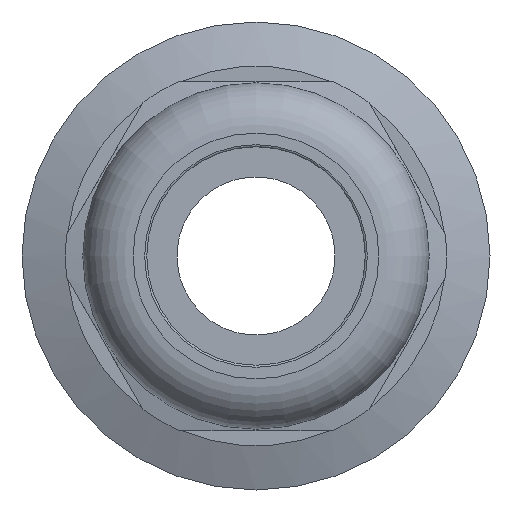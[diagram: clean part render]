
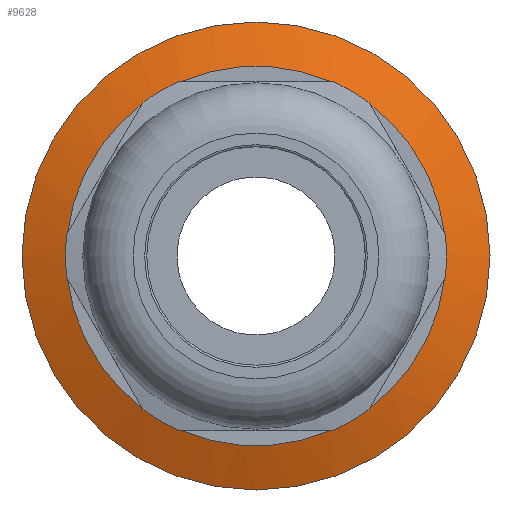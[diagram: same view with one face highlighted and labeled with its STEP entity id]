
A CAD part, left-side view. The second image highlights one B-rep face of the part: STEP entity #9628.
In plain terms, the highlighted conical face has half-angle 68.985 degrees and reference radius 20.637 mm.
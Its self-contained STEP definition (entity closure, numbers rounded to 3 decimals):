
#119=CONICAL_SURFACE('',#10491,20.638,68.985);
#2170=FACE_BOUND('',#3005,.T.);
#2423=FACE_OUTER_BOUND('',#3004,.T.);
#3004=EDGE_LOOP('',(#7460,#7461,#7462,#7463,#7464,#7465,#7466,#7467,#7468,
#7469,#7470,#7471));
#3005=EDGE_LOOP('',(#7472));
#3640=CIRCLE('',#10435,18.49);
#3641=CIRCLE('',#10438,18.49);
#3642=CIRCLE('',#10441,18.49);
#3643=CIRCLE('',#10444,18.49);
#3644=CIRCLE('',#10447,18.49);
#3645=CIRCLE('',#10450,18.49);
#3646=CIRCLE('',#10452,18.49);
#3649=CIRCLE('',#10456,18.49);
#3651=CIRCLE('',#10459,18.49);
#3653=CIRCLE('',#10462,18.49);
#3654=CIRCLE('',#10464,18.49);
#3658=CIRCLE('',#10470,18.49);
#3667=CIRCLE('',#10492,22.785);
#4334=VERTEX_POINT('',#16888);
#4335=VERTEX_POINT('',#16890);
#4338=VERTEX_POINT('',#16901);
#4339=VERTEX_POINT('',#16903);
#4342=VERTEX_POINT('',#16914);
#4343=VERTEX_POINT('',#16916);
#4346=VERTEX_POINT('',#16927);
#4347=VERTEX_POINT('',#16929);
#4350=VERTEX_POINT('',#16940);
#4351=VERTEX_POINT('',#16942);
#4354=VERTEX_POINT('',#16953);
#4355=VERTEX_POINT('',#16955);
#4365=VERTEX_POINT('',#17010);
#5467=EDGE_CURVE('',#4335,#4334,#3640,.T.);
#5472=EDGE_CURVE('',#4339,#4338,#3641,.T.);
#5477=EDGE_CURVE('',#4343,#4342,#3642,.T.);
#5482=EDGE_CURVE('',#4347,#4346,#3643,.T.);
#5487=EDGE_CURVE('',#4351,#4350,#3644,.T.);
#5492=EDGE_CURVE('',#4355,#4354,#3645,.T.);
#5493=EDGE_CURVE('',#4346,#4343,#3646,.T.);
#5496=EDGE_CURVE('',#4334,#4351,#3649,.T.);
#5498=EDGE_CURVE('',#4338,#4347,#3651,.T.);
#5500=EDGE_CURVE('',#4342,#4355,#3653,.T.);
#5501=EDGE_CURVE('',#4350,#4339,#3654,.T.);
#5505=EDGE_CURVE('',#4354,#4335,#3658,.T.);
#5514=EDGE_CURVE('',#4365,#4365,#3667,.T.);
#7460=ORIENTED_EDGE('',*,*,#5501,.T.);
#7461=ORIENTED_EDGE('',*,*,#5472,.T.);
#7462=ORIENTED_EDGE('',*,*,#5498,.T.);
#7463=ORIENTED_EDGE('',*,*,#5482,.T.);
#7464=ORIENTED_EDGE('',*,*,#5493,.T.);
#7465=ORIENTED_EDGE('',*,*,#5477,.T.);
#7466=ORIENTED_EDGE('',*,*,#5500,.T.);
#7467=ORIENTED_EDGE('',*,*,#5492,.T.);
#7468=ORIENTED_EDGE('',*,*,#5505,.T.);
#7469=ORIENTED_EDGE('',*,*,#5467,.T.);
#7470=ORIENTED_EDGE('',*,*,#5496,.T.);
#7471=ORIENTED_EDGE('',*,*,#5487,.T.);
#7472=ORIENTED_EDGE('',*,*,#5514,.F.);
#9628=ADVANCED_FACE('',(#2423,#2170),#119,.T.);
#10435=AXIS2_PLACEMENT_3D('',#16894,#12165,#12166);
#10438=AXIS2_PLACEMENT_3D('',#16907,#12174,#12175);
#10441=AXIS2_PLACEMENT_3D('',#16920,#12183,#12184);
#10444=AXIS2_PLACEMENT_3D('',#16933,#12192,#12193);
#10447=AXIS2_PLACEMENT_3D('',#16946,#12201,#12202);
#10450=AXIS2_PLACEMENT_3D('',#16959,#12210,#12211);
#10452=AXIS2_PLACEMENT_3D('',#16961,#12214,#12215);
#10456=AXIS2_PLACEMENT_3D('',#16965,#12222,#12223);
#10459=AXIS2_PLACEMENT_3D('',#16968,#12228,#12229);
#10462=AXIS2_PLACEMENT_3D('',#16971,#12234,#12235);
#10464=AXIS2_PLACEMENT_3D('',#16973,#12238,#12239);
#10470=AXIS2_PLACEMENT_3D('',#16980,#12250,#12251);
#10491=AXIS2_PLACEMENT_3D('',#17009,#12292,#12293);
#10492=AXIS2_PLACEMENT_3D('',#17011,#12294,#12295);
#12165=DIRECTION('center_axis',(1.,0.,0.));
#12166=DIRECTION('ref_axis',(0.,0.,-1.));
#12174=DIRECTION('center_axis',(1.,0.,0.));
#12175=DIRECTION('ref_axis',(0.,0.,-1.));
#12183=DIRECTION('center_axis',(1.,0.,0.));
#12184=DIRECTION('ref_axis',(0.,0.,-1.));
#12192=DIRECTION('center_axis',(1.,0.,0.));
#12193=DIRECTION('ref_axis',(0.,0.,-1.));
#12201=DIRECTION('center_axis',(1.,0.,0.));
#12202=DIRECTION('ref_axis',(0.,0.,-1.));
#12210=DIRECTION('center_axis',(1.,0.,0.));
#12211=DIRECTION('ref_axis',(0.,0.,-1.));
#12214=DIRECTION('center_axis',(1.,0.,0.));
#12215=DIRECTION('ref_axis',(0.,0.,-1.));
#12222=DIRECTION('center_axis',(1.,0.,0.));
#12223=DIRECTION('ref_axis',(0.,0.,-1.));
#12228=DIRECTION('center_axis',(1.,0.,0.));
#12229=DIRECTION('ref_axis',(0.,0.,-1.));
#12234=DIRECTION('center_axis',(1.,0.,0.));
#12235=DIRECTION('ref_axis',(0.,0.,-1.));
#12238=DIRECTION('center_axis',(1.,0.,0.));
#12239=DIRECTION('ref_axis',(0.,0.,-1.));
#12250=DIRECTION('center_axis',(1.,0.,0.));
#12251=DIRECTION('ref_axis',(0.,0.,-1.));
#12292=DIRECTION('center_axis',(1.,0.,0.));
#12293=DIRECTION('ref_axis',(0.,1.,0.));
#12294=DIRECTION('center_axis',(1.,0.,0.));
#12295=DIRECTION('ref_axis',(0.,0.,-1.));
#16888=CARTESIAN_POINT('',(-7.,7.272,-17.));
#16890=CARTESIAN_POINT('',(-7.,-7.272,-17.));
#16894=CARTESIAN_POINT('Origin',(-7.,0.,0.));
#16901=CARTESIAN_POINT('',(-7.,11.086,14.798));
#16903=CARTESIAN_POINT('',(-7.,18.358,2.202));
#16907=CARTESIAN_POINT('Origin',(-7.,0.,0.));
#16914=CARTESIAN_POINT('',(-7.,-18.358,2.202));
#16916=CARTESIAN_POINT('',(-7.,-11.086,14.798));
#16920=CARTESIAN_POINT('Origin',(-7.,0.,0.));
#16927=CARTESIAN_POINT('',(-7.,-7.272,17.));
#16929=CARTESIAN_POINT('',(-7.,7.272,17.));
#16933=CARTESIAN_POINT('Origin',(-7.,0.,0.));
#16940=CARTESIAN_POINT('',(-7.,18.358,-2.202));
#16942=CARTESIAN_POINT('',(-7.,11.086,-14.798));
#16946=CARTESIAN_POINT('Origin',(-7.,0.,0.));
#16953=CARTESIAN_POINT('',(-7.,-11.086,-14.798));
#16955=CARTESIAN_POINT('',(-7.,-18.358,-2.202));
#16959=CARTESIAN_POINT('Origin',(-7.,0.,0.));
#16961=CARTESIAN_POINT('Origin',(-7.,0.,0.));
#16965=CARTESIAN_POINT('Origin',(-7.,0.,0.));
#16968=CARTESIAN_POINT('Origin',(-7.,0.,0.));
#16971=CARTESIAN_POINT('Origin',(-7.,0.,0.));
#16973=CARTESIAN_POINT('Origin',(-7.,0.,0.));
#16980=CARTESIAN_POINT('Origin',(-7.,0.,0.));
#17009=CARTESIAN_POINT('Origin',(-6.175,0.,0.));
#17010=CARTESIAN_POINT('',(-5.35,22.785,0.));
#17011=CARTESIAN_POINT('Origin',(-5.35,0.,0.));
